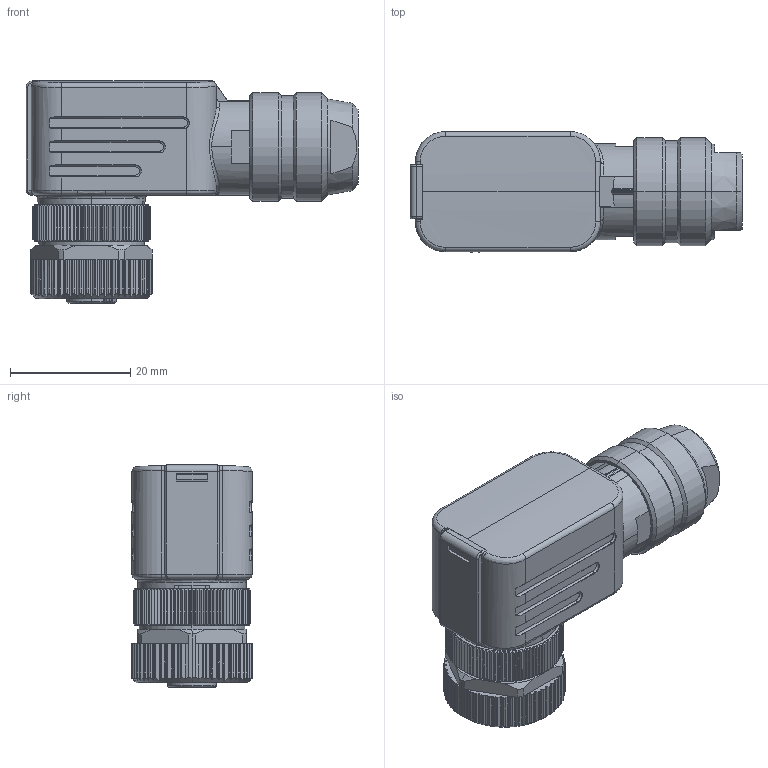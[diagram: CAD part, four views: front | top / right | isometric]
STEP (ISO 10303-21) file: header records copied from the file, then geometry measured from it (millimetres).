
FILE_DESCRIPTION(('STEP AP203'),'1');
FILE_NAME('99_1430_824_04.stp','2022-01-21T09:48:26',('TraceParts'),('TraceParts S.A.'),'Spatial InterOp 3D',' ',' ');
FILE_SCHEMA(('CONFIG_CONTROL_DESIGN'));
Length unit declared in the file: millimetre
Products named in the file (1): 1
Bounding box: 55.3 x 20.16 x 37 mm (x, y, z)
Volume: 21069.5 mm3; surface area: 6465.6 mm2
Topology: 1 solids, 1 shells, 1023 faces, 2526 edges, 1510 vertices
Faces by surface type: plane 433, cylinder 307, cone 231, torus 34, bspline 16, sphere 2
Entity records: 32459 total; most frequent: CARTESIAN_POINT 9160, ORIENTED_EDGE 5036, DIRECTION 4704, EDGE_CURVE 2518, AXIS2_PLACEMENT_3D 1845, VERTEX_POINT 1510, EDGE_LOOP 1038, ADVANCED_FACE 1023
